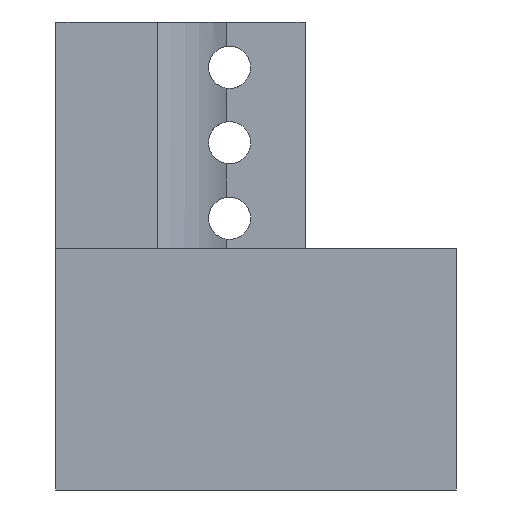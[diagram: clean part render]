
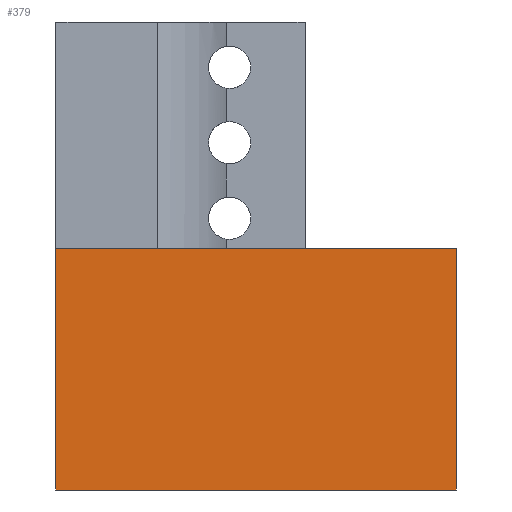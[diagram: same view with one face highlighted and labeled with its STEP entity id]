
A CAD part, left-side view. The second image highlights one B-rep face of the part: STEP entity #379.
In plain terms, the highlighted planar face has unit normal (-1, 0, 0).
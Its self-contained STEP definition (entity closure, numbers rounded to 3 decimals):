
#30=PLANE('',#422);
#47=FACE_OUTER_BOUND('',#67,.T.);
#67=EDGE_LOOP('',(#355,#356,#357,#358));
#83=LINE('',#633,#122);
#96=LINE('',#660,#135);
#103=LINE('',#673,#142);
#106=LINE('',#679,#145);
#122=VECTOR('',#474,10.);
#135=VECTOR('',#497,10.);
#142=VECTOR('',#510,10.);
#145=VECTOR('',#519,10.);
#183=VERTEX_POINT('',#630);
#184=VERTEX_POINT('',#632);
#192=VERTEX_POINT('',#657);
#193=VERTEX_POINT('',#659);
#225=EDGE_CURVE('',#184,#183,#83,.T.);
#240=EDGE_CURVE('',#192,#193,#96,.T.);
#247=EDGE_CURVE('',#183,#193,#103,.T.);
#250=EDGE_CURVE('',#184,#192,#106,.T.);
#355=ORIENTED_EDGE('',*,*,#225,.T.);
#356=ORIENTED_EDGE('',*,*,#247,.T.);
#357=ORIENTED_EDGE('',*,*,#240,.F.);
#358=ORIENTED_EDGE('',*,*,#250,.F.);
#379=ADVANCED_FACE('',(#47),#30,.T.);
#422=AXIS2_PLACEMENT_3D('',#680,#520,#521);
#474=DIRECTION('',(0.,1.,0.));
#497=DIRECTION('',(0.,1.,0.));
#510=DIRECTION('',(0.,0.,-1.));
#519=DIRECTION('',(0.,0.,-1.));
#520=DIRECTION('center_axis',(-1.,0.,0.));
#521=DIRECTION('ref_axis',(0.,-1.,0.));
#630=CARTESIAN_POINT('',(-7.5,9.,8.));
#632=CARTESIAN_POINT('',(-7.5,-17.5,8.));
#633=CARTESIAN_POINT('',(-7.5,7.5,8.));
#657=CARTESIAN_POINT('',(-7.5,-17.5,-8.));
#659=CARTESIAN_POINT('',(-7.5,9.,-8.));
#660=CARTESIAN_POINT('',(-7.5,-17.5,-8.));
#673=CARTESIAN_POINT('',(-7.5,9.,0.));
#679=CARTESIAN_POINT('',(-7.5,-17.5,23.));
#680=CARTESIAN_POINT('Origin',(-7.5,7.5,0.));
